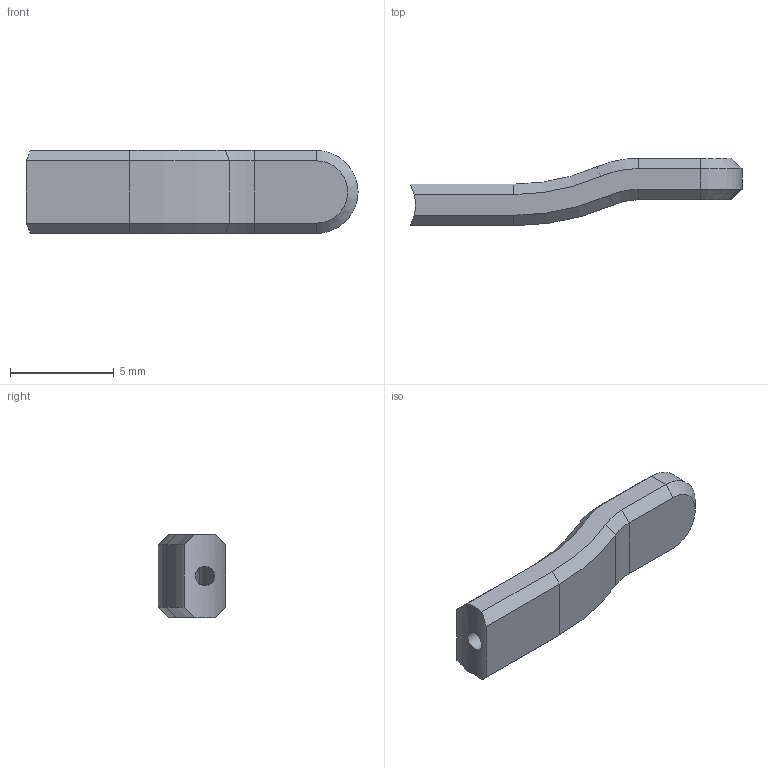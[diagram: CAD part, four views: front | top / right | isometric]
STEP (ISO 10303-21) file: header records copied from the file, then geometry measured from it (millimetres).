
FILE_DESCRIPTION(/* description */ (''),/* implementation_level */ '2;1');
FILE_NAME(/* name */ 'Languette de verouillage.stp',/* time_stamp */ '2019-07-15T17:44:50+02:00',/* author */ ('Aeris'),/* organization */ (''),/* preprocessor_version */ 'ST-DEVELOPER v17',/* originating_system */ 'Autodesk Inventor 2019',/* authorisation */ '');
FILE_SCHEMA (('AUTOMOTIVE_DESIGN { 1 0 10303 214 3 1 1 }'));
Length unit declared in the file: millimetre
Products named in the file (1): Fermoir - Verrou
Bounding box: 16 x 3.25 x 4 mm (x, y, z)
Volume: 112.1 mm3; surface area: 198.5 mm2
Topology: 1 solids, 1 shells, 32 faces, 75 edges, 45 vertices
Faces by surface type: plane 14, cone 11, cylinder 7
Full cylindrical faces by diameter (mm): 0.929 x1
Entity records: 978 total; most frequent: CARTESIAN_POINT 186, DIRECTION 166, ORIENTED_EDGE 148, EDGE_CURVE 74, AXIS2_PLACEMENT_3D 61, VERTEX_POINT 45, LINE 44, VECTOR 44
